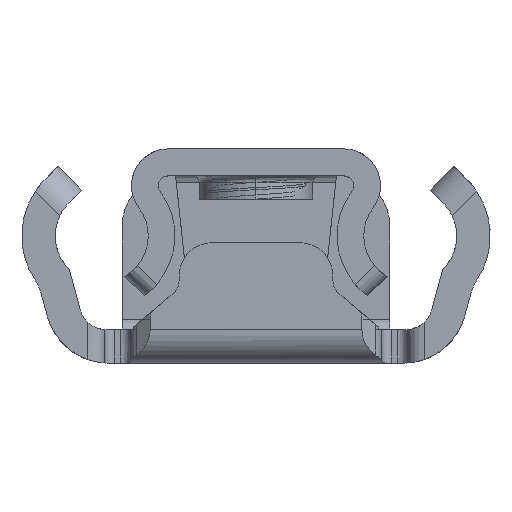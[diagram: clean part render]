
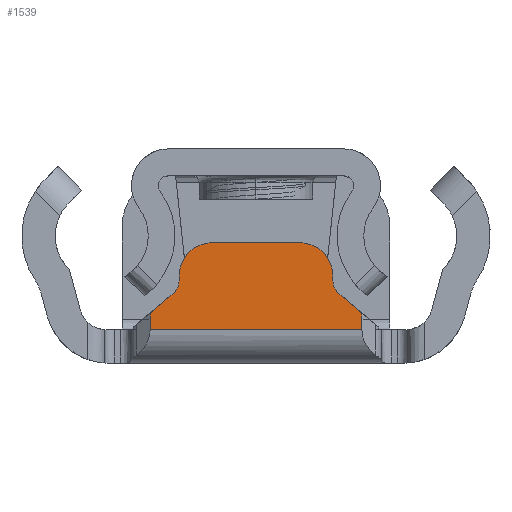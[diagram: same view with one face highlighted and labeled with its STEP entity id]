
A CAD part, left-side view. The second image highlights one B-rep face of the part: STEP entity #1539.
In plain terms, the highlighted planar face has unit normal (-1, 0, 0).
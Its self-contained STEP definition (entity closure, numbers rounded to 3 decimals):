
#41 = ORIENTED_EDGE ( 'NONE', *, *, #8408, .T. ) ;
#66 = DIRECTION ( 'NONE',  ( 0., 0., 1. ) ) ;
#110 = AXIS2_PLACEMENT_3D ( 'NONE', #9213, #7173, #7932 ) ;
#413 = VECTOR ( 'NONE', #1300, 1000. ) ;
#435 = CARTESIAN_POINT ( 'NONE',  ( 1.5, 2.479, 2.075 ) ) ;
#466 = ORIENTED_EDGE ( 'NONE', *, *, #1198, .T. ) ;
#946 = LINE ( 'NONE', #5853, #1180 ) ;
#998 = VERTEX_POINT ( 'NONE', #7130 ) ;
#1003 = ORIENTED_EDGE ( 'NONE', *, *, #7662, .F. ) ;
#1035 = VERTEX_POINT ( 'NONE', #5993 ) ;
#1051 = ORIENTED_EDGE ( 'NONE', *, *, #6469, .T. ) ;
#1180 = VECTOR ( 'NONE', #2317, 1000. ) ;
#1198 = EDGE_CURVE ( 'NONE', #4245, #1988, #6130, .T. ) ;
#1300 = DIRECTION ( 'NONE',  ( 0., 1., 0. ) ) ;
#1400 = DIRECTION ( 'NONE',  ( 0., 0., -1. ) ) ;
#1419 = LINE ( 'NONE', #2089, #5197 ) ;
#1539 = ADVANCED_FACE ( 'NONE', ( #2159 ), #2877, .F. ) ;
#1551 = CARTESIAN_POINT ( 'NONE',  ( 1.5, 3.163, 1. ) ) ;
#1921 = EDGE_CURVE ( 'NONE', #998, #4245, #2349, .T. ) ;
#1978 = CARTESIAN_POINT ( 'NONE',  ( 1.5, 3.163, 5.877 ) ) ;
#1988 = VERTEX_POINT ( 'NONE', #2902 ) ;
#2050 = AXIS2_PLACEMENT_3D ( 'NONE', #2589, #8139, #3907 ) ;
#2089 = CARTESIAN_POINT ( 'NONE',  ( 1.5, 2.3, 2.6 ) ) ;
#2159 = FACE_OUTER_BOUND ( 'NONE', #6728, .T. ) ;
#2317 = DIRECTION ( 'NONE',  ( 0., 0.766, 0.643 ) ) ;
#2349 = CIRCLE ( 'NONE', #8218, 0.5 ) ;
#2428 = CARTESIAN_POINT ( 'NONE',  ( 1.5, -3.163, 5.877 ) ) ;
#2572 = LINE ( 'NONE', #2428, #8838 ) ;
#2589 = CARTESIAN_POINT ( 'NONE',  ( 1.5, -1.3, 2.6 ) ) ;
#2604 = DIRECTION ( 'NONE',  ( 0., 0.766, -0.643 ) ) ;
#2620 = VERTEX_POINT ( 'NONE', #2639 ) ;
#2638 = VERTEX_POINT ( 'NONE', #2872 ) ;
#2639 = CARTESIAN_POINT ( 'NONE',  ( 1.5, -3.163, 1. ) ) ;
#2674 = CIRCLE ( 'NONE', #8689, 1. ) ;
#2872 = CARTESIAN_POINT ( 'NONE',  ( 1.5, -2.3, 2.6 ) ) ;
#2877 = PLANE ( 'NONE',  #4311 ) ;
#2888 = ORIENTED_EDGE ( 'NONE', *, *, #3906, .T. ) ;
#2902 = CARTESIAN_POINT ( 'NONE',  ( 1.5, 3.163, 1.5 ) ) ;
#2909 = VERTEX_POINT ( 'NONE', #4514 ) ;
#3043 = DIRECTION ( 'NONE',  ( 1., 0., 0. ) ) ;
#3129 = CARTESIAN_POINT ( 'NONE',  ( 1.5, 1.3, 3.6 ) ) ;
#3156 = EDGE_CURVE ( 'NONE', #6819, #2909, #4176, .T. ) ;
#3199 = EDGE_CURVE ( 'NONE', #3345, #4977, #2674, .T. ) ;
#3345 = VERTEX_POINT ( 'NONE', #3129 ) ;
#3410 = CIRCLE ( 'NONE', #2050, 1. ) ;
#3479 = CARTESIAN_POINT ( 'NONE',  ( 1.5, -2.3, 2.6 ) ) ;
#3492 = ORIENTED_EDGE ( 'NONE', *, *, #3199, .T. ) ;
#3578 = VECTOR ( 'NONE', #1400, 1000. ) ;
#3603 = DIRECTION ( 'NONE',  ( 0., 0., 1. ) ) ;
#3693 = CARTESIAN_POINT ( 'NONE',  ( 1.5, 2.8, 2.458 ) ) ;
#3697 = VECTOR ( 'NONE', #2604, 1000. ) ;
#3725 = DIRECTION ( 'NONE',  ( 0., -1., 0. ) ) ;
#3906 = EDGE_CURVE ( 'NONE', #1035, #2620, #8008, .T. ) ;
#3907 = DIRECTION ( 'NONE',  ( 0., 0., 1. ) ) ;
#4008 = VECTOR ( 'NONE', #3725, 1000. ) ;
#4009 = ORIENTED_EDGE ( 'NONE', *, *, #1921, .T. ) ;
#4176 = CIRCLE ( 'NONE', #110, 0.5 ) ;
#4190 = ORIENTED_EDGE ( 'NONE', *, *, #6310, .T. ) ;
#4200 = VERTEX_POINT ( 'NONE', #8876 ) ;
#4210 = CARTESIAN_POINT ( 'NONE',  ( 1.5, 2.479, 2.075 ) ) ;
#4245 = VERTEX_POINT ( 'NONE', #4210 ) ;
#4311 = AXIS2_PLACEMENT_3D ( 'NONE', #5741, #8624, #5034 ) ;
#4514 = CARTESIAN_POINT ( 'NONE',  ( 1.5, -2.3, 2.458 ) ) ;
#4615 = VECTOR ( 'NONE', #6339, 1000. ) ;
#4740 = CARTESIAN_POINT ( 'NONE',  ( 1.5, -1.3, 3.6 ) ) ;
#4829 = CARTESIAN_POINT ( 'NONE',  ( 1.5, -1.3, 3.6 ) ) ;
#4868 = EDGE_CURVE ( 'NONE', #2909, #2638, #5024, .T. ) ;
#4966 = DIRECTION ( 'NONE',  ( 0., 0., -1. ) ) ;
#4977 = VERTEX_POINT ( 'NONE', #8084 ) ;
#5024 = LINE ( 'NONE', #3479, #4615 ) ;
#5034 = DIRECTION ( 'NONE',  ( 0., 0., -1. ) ) ;
#5103 = ORIENTED_EDGE ( 'NONE', *, *, #9254, .T. ) ;
#5197 = VECTOR ( 'NONE', #4966, 1000. ) ;
#5297 = VERTEX_POINT ( 'NONE', #4829 ) ;
#5475 = ORIENTED_EDGE ( 'NONE', *, *, #4868, .T. ) ;
#5741 = CARTESIAN_POINT ( 'NONE',  ( 1.5, 3.163, -0.5 ) ) ;
#5853 = CARTESIAN_POINT ( 'NONE',  ( 1.5, -2.479, 2.075 ) ) ;
#5993 = CARTESIAN_POINT ( 'NONE',  ( 1.5, 3.163, 1. ) ) ;
#6091 = DIRECTION ( 'NONE',  ( 0., 0., -1. ) ) ;
#6130 = LINE ( 'NONE', #435, #3697 ) ;
#6300 = LINE ( 'NONE', #1978, #3578 ) ;
#6310 = EDGE_CURVE ( 'NONE', #4977, #998, #1419, .T. ) ;
#6339 = DIRECTION ( 'NONE',  ( 0., 0., 1. ) ) ;
#6415 = DIRECTION ( 'NONE',  ( -1., 0., 0. ) ) ;
#6469 = EDGE_CURVE ( 'NONE', #2638, #5297, #3410, .T. ) ;
#6524 = EDGE_CURVE ( 'NONE', #1988, #1035, #6300, .T. ) ;
#6728 = EDGE_LOOP ( 'NONE', ( #6987, #2888, #1003, #5103, #8859, #5475, #1051, #41, #3492, #4190, #4009, #466 ) ) ;
#6797 = CARTESIAN_POINT ( 'NONE',  ( 1.5, -2.479, 2.075 ) ) ;
#6819 = VERTEX_POINT ( 'NONE', #6797 ) ;
#6987 = ORIENTED_EDGE ( 'NONE', *, *, #6524, .T. ) ;
#7130 = CARTESIAN_POINT ( 'NONE',  ( 1.5, 2.3, 2.458 ) ) ;
#7173 = DIRECTION ( 'NONE',  ( 1., 0., 0. ) ) ;
#7662 = EDGE_CURVE ( 'NONE', #4200, #2620, #2572, .T. ) ;
#7844 = CARTESIAN_POINT ( 'NONE',  ( 1.5, 1.3, 2.6 ) ) ;
#7932 = DIRECTION ( 'NONE',  ( 0., 0., 1. ) ) ;
#8008 = LINE ( 'NONE', #1551, #4008 ) ;
#8084 = CARTESIAN_POINT ( 'NONE',  ( 1.5, 2.3, 2.6 ) ) ;
#8139 = DIRECTION ( 'NONE',  ( -1., 0., 0. ) ) ;
#8218 = AXIS2_PLACEMENT_3D ( 'NONE', #3693, #3043, #66 ) ;
#8408 = EDGE_CURVE ( 'NONE', #5297, #3345, #9036, .T. ) ;
#8624 = DIRECTION ( 'NONE',  ( 1., 0., 0. ) ) ;
#8689 = AXIS2_PLACEMENT_3D ( 'NONE', #7844, #6415, #3603 ) ;
#8838 = VECTOR ( 'NONE', #6091, 1000. ) ;
#8859 = ORIENTED_EDGE ( 'NONE', *, *, #3156, .T. ) ;
#8876 = CARTESIAN_POINT ( 'NONE',  ( 1.5, -3.163, 1.5 ) ) ;
#9036 = LINE ( 'NONE', #4740, #413 ) ;
#9213 = CARTESIAN_POINT ( 'NONE',  ( 1.5, -2.8, 2.458 ) ) ;
#9254 = EDGE_CURVE ( 'NONE', #4200, #6819, #946, .T. ) ;
